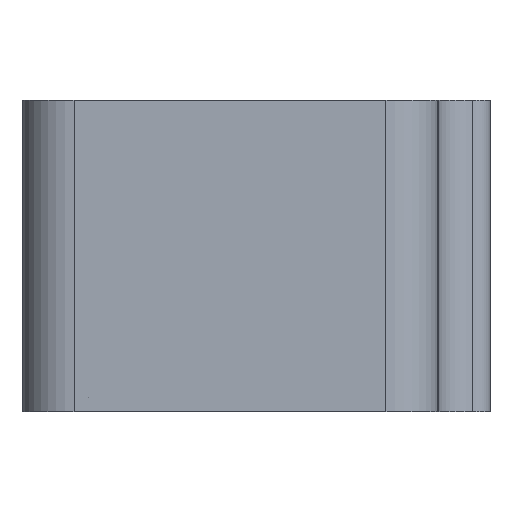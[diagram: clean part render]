
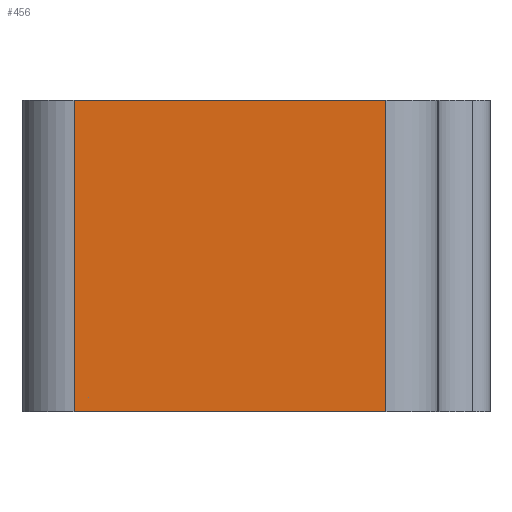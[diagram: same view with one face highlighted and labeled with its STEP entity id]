
A CAD part, left-side view. The second image highlights one B-rep face of the part: STEP entity #456.
In plain terms, the highlighted planar face has unit normal (-1, 0, 0).
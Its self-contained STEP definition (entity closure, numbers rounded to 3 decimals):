
#11 = DIRECTION ( 'NONE',  ( 1., 0., 0. ) ) ;
#28 = CARTESIAN_POINT ( 'NONE',  ( 0., 35., 0. ) ) ;
#43 = VECTOR ( 'NONE', #544, 1000. ) ;
#86 = EDGE_CURVE ( 'NONE', #642, #879, #801, .T. ) ;
#130 = CARTESIAN_POINT ( 'NONE',  ( 0., 5., 30. ) ) ;
#168 = EDGE_CURVE ( 'NONE', #642, #554, #179, .T. ) ;
#179 = LINE ( 'NONE', #200, #930 ) ;
#200 = CARTESIAN_POINT ( 'NONE',  ( 0., 0., 30. ) ) ;
#240 = EDGE_CURVE ( 'NONE', #879, #803, #683, .T. ) ;
#272 = FACE_OUTER_BOUND ( 'NONE', #328, .T. ) ;
#328 = EDGE_LOOP ( 'NONE', ( #793, #870, #799, #549 ) ) ;
#331 = EDGE_CURVE ( 'NONE', #803, #554, #359, .T. ) ;
#337 = VECTOR ( 'NONE', #751, 1000. ) ;
#359 = LINE ( 'NONE', #528, #337 ) ;
#416 = VECTOR ( 'NONE', #435, 1000. ) ;
#435 = DIRECTION ( 'NONE',  ( 0., 0., -1. ) ) ;
#443 = DIRECTION ( 'NONE',  ( 0., 0., -1. ) ) ;
#447 = CARTESIAN_POINT ( 'NONE',  ( 0., 0., 30. ) ) ;
#456 = ADVANCED_FACE ( 'NONE', ( #272 ), #884, .F. ) ;
#496 = AXIS2_PLACEMENT_3D ( 'NONE', #447, #11, #443 ) ;
#511 = CARTESIAN_POINT ( 'NONE',  ( 0., 35., 30. ) ) ;
#527 = CARTESIAN_POINT ( 'NONE',  ( 0., 5., 0. ) ) ;
#528 = CARTESIAN_POINT ( 'NONE',  ( 0., 5., 30. ) ) ;
#544 = DIRECTION ( 'NONE',  ( 0., -1., 0. ) ) ;
#549 = ORIENTED_EDGE ( 'NONE', *, *, #331, .T. ) ;
#554 = VERTEX_POINT ( 'NONE', #130 ) ;
#616 = CARTESIAN_POINT ( 'NONE',  ( 0., 0., 0. ) ) ;
#642 = VERTEX_POINT ( 'NONE', #835 ) ;
#683 = LINE ( 'NONE', #616, #43 ) ;
#751 = DIRECTION ( 'NONE',  ( 0., 0., 1. ) ) ;
#793 = ORIENTED_EDGE ( 'NONE', *, *, #168, .F. ) ;
#799 = ORIENTED_EDGE ( 'NONE', *, *, #240, .T. ) ;
#801 = LINE ( 'NONE', #511, #416 ) ;
#803 = VERTEX_POINT ( 'NONE', #527 ) ;
#835 = CARTESIAN_POINT ( 'NONE',  ( 0., 35., 30. ) ) ;
#870 = ORIENTED_EDGE ( 'NONE', *, *, #86, .T. ) ;
#879 = VERTEX_POINT ( 'NONE', #28 ) ;
#884 = PLANE ( 'NONE',  #496 ) ;
#895 = DIRECTION ( 'NONE',  ( 0., -1., 0. ) ) ;
#930 = VECTOR ( 'NONE', #895, 1000. ) ;
